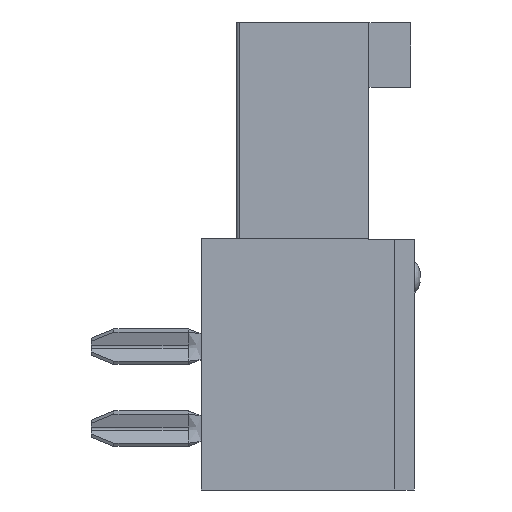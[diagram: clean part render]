
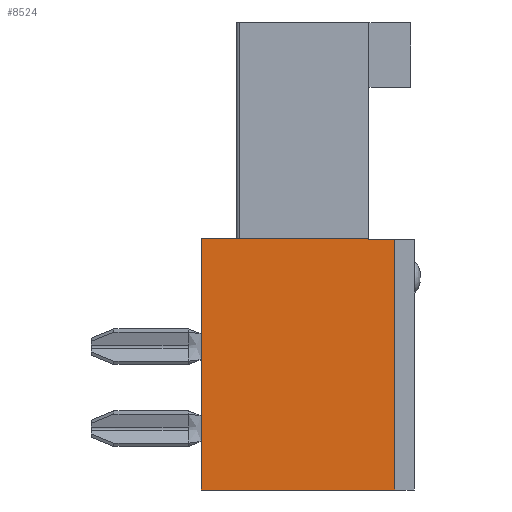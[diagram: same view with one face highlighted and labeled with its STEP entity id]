
A CAD part, left-side view. The second image highlights one B-rep face of the part: STEP entity #8524.
In plain terms, the highlighted planar face has unit normal (-1, 0, 0).
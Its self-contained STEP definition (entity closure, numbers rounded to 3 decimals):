
#2047=ORIENTED_EDGE('',*,*,#2974,.F.);
#2048=ORIENTED_EDGE('',*,*,#3614,.F.);
#2049=ORIENTED_EDGE('',*,*,#2886,.F.);
#2050=ORIENTED_EDGE('',*,*,#2882,.F.);
#2051=ORIENTED_EDGE('',*,*,#2858,.F.);
#2052=ORIENTED_EDGE('',*,*,#2845,.F.);
#2845=EDGE_CURVE('',#4042,#4043,#4852,.T.);
#2858=EDGE_CURVE('',#4043,#4054,#4859,.T.);
#2882=EDGE_CURVE('',#4054,#4073,#4878,.T.);
#2886=EDGE_CURVE('',#4073,#4077,#4882,.T.);
#2974=EDGE_CURVE('',#4153,#4042,#4965,.T.);
#3614=EDGE_CURVE('',#4077,#4153,#5555,.T.);
#4042=VERTEX_POINT('',#11775);
#4043=VERTEX_POINT('',#11777);
#4054=VERTEX_POINT('',#11803);
#4073=VERTEX_POINT('',#11844);
#4077=VERTEX_POINT('',#11858);
#4153=VERTEX_POINT('',#12029);
#4852=LINE('',#11776,#5909);
#4859=LINE('',#11802,#5916);
#4878=LINE('',#11851,#5935);
#4882=LINE('',#11857,#5939);
#4965=LINE('',#12030,#6022);
#5555=LINE('',#13442,#6612);
#5909=VECTOR('',#9500,1000.);
#5916=VECTOR('',#9523,1000.);
#5935=VECTOR('',#9556,1000.);
#5939=VECTOR('',#9564,1000.);
#6022=VECTOR('',#9673,1000.);
#6612=VECTOR('',#10919,1000.);
#7199=EDGE_LOOP('',(#2047,#2048,#2049,#2050,#2051,#2052));
#7702=FACE_BOUND('',#7199,.T.);
#8115=PLANE('',#9148);
#8524=ADVANCED_FACE('',(#7702),#8115,.F.);
#9148=AXIS2_PLACEMENT_3D('',#13443,#10920,#10921);
#9500=DIRECTION('',(0.,0.,1.));
#9523=DIRECTION('',(0.,-1.,0.));
#9556=DIRECTION('',(0.,0.,-1.));
#9564=DIRECTION('',(0.,-1.,0.));
#9673=DIRECTION('',(0.,1.,0.));
#10919=DIRECTION('',(0.,0.,-1.));
#10920=DIRECTION('',(1.,0.,0.));
#10921=DIRECTION('',(0.,0.,-1.));
#11775=CARTESIAN_POINT('',(-12.815,3.3,-3.9));
#11776=CARTESIAN_POINT('',(-12.815,3.3,-3.9));
#11777=CARTESIAN_POINT('',(-12.815,3.3,3.9));
#11802=CARTESIAN_POINT('',(-12.815,3.3,3.9));
#11803=CARTESIAN_POINT('',(-12.815,-1.9,3.9));
#11844=CARTESIAN_POINT('',(-12.815,-1.9,3.85));
#11851=CARTESIAN_POINT('',(-12.815,-1.9,3.9));
#11857=CARTESIAN_POINT('',(-12.815,-1.9,3.85));
#11858=CARTESIAN_POINT('',(-12.815,-2.7,3.85));
#12029=CARTESIAN_POINT('',(-12.815,-2.7,-3.9));
#12030=CARTESIAN_POINT('',(-12.815,-2.7,-3.9));
#13442=CARTESIAN_POINT('',(-12.815,-2.7,3.85));
#13443=CARTESIAN_POINT('',(-12.815,0.,0.));
